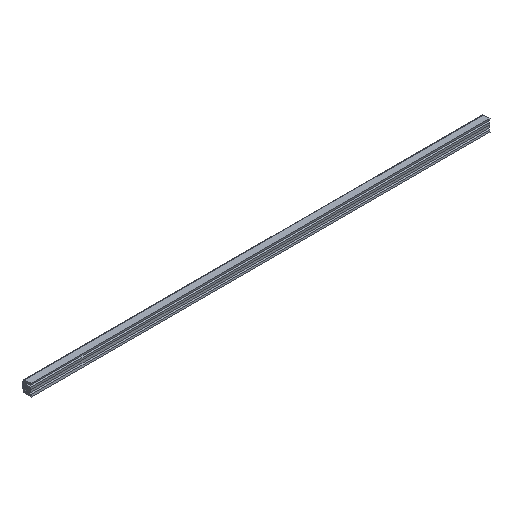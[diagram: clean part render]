
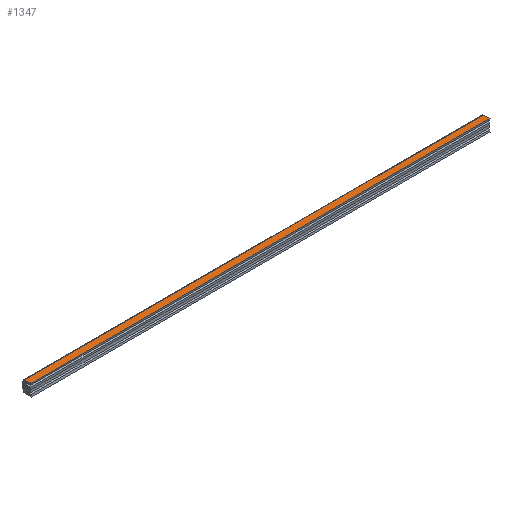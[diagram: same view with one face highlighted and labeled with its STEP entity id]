
A CAD part, isometric view. The second image highlights one B-rep face of the part: STEP entity #1347.
In plain terms, the highlighted planar face has unit normal (0, 0.067, 0.998).
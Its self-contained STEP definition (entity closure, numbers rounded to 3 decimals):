
#32 = CARTESIAN_POINT ( 'NONE',  ( 500., 14.37, 12. ) ) ;
#46 = LINE ( 'NONE', #1103, #2344 ) ;
#71 = EDGE_CURVE ( 'NONE', #856, #633, #591, .T. ) ;
#408 = EDGE_CURVE ( 'NONE', #760, #856, #46, .T. ) ;
#439 = PLANE ( 'NONE',  #1629 ) ;
#581 = DIRECTION ( 'NONE',  ( -1., 0., 0. ) ) ;
#591 = LINE ( 'NONE', #655, #2160 ) ;
#633 = VERTEX_POINT ( 'NONE', #1601 ) ;
#655 = CARTESIAN_POINT ( 'NONE',  ( -500., -0.5, 13. ) ) ;
#707 = EDGE_CURVE ( 'NONE', #748, #633, #1660, .T. ) ;
#721 = CARTESIAN_POINT ( 'NONE',  ( 500., -0.5, 13. ) ) ;
#733 = VECTOR ( 'NONE', #1840, 1000. ) ;
#748 = VERTEX_POINT ( 'NONE', #1287 ) ;
#760 = VERTEX_POINT ( 'NONE', #32 ) ;
#856 = VERTEX_POINT ( 'NONE', #1877 ) ;
#1022 = DIRECTION ( 'NONE',  ( 0., -0.998, 0.067 ) ) ;
#1103 = CARTESIAN_POINT ( 'NONE',  ( 500., 14.37, 12. ) ) ;
#1125 = CARTESIAN_POINT ( 'NONE',  ( 500., -0.5, 13. ) ) ;
#1283 = LINE ( 'NONE', #1125, #733 ) ;
#1287 = CARTESIAN_POINT ( 'NONE',  ( 500., -0.5, 13. ) ) ;
#1343 = CARTESIAN_POINT ( 'NONE',  ( 500., -0.5, 13. ) ) ;
#1347 = ADVANCED_FACE ( 'NONE', ( #1678 ), #439, .F. ) ;
#1491 = ORIENTED_EDGE ( 'NONE', *, *, #707, .F. ) ;
#1564 = ORIENTED_EDGE ( 'NONE', *, *, #408, .T. ) ;
#1601 = CARTESIAN_POINT ( 'NONE',  ( -500., -0.5, 13. ) ) ;
#1614 = EDGE_CURVE ( 'NONE', #760, #748, #1283, .T. ) ;
#1629 = AXIS2_PLACEMENT_3D ( 'NONE', #1343, #2080, #1899 ) ;
#1660 = LINE ( 'NONE', #721, #2057 ) ;
#1678 = FACE_OUTER_BOUND ( 'NONE', #2114, .T. ) ;
#1821 = DIRECTION ( 'NONE',  ( -1., 0., 0. ) ) ;
#1840 = DIRECTION ( 'NONE',  ( 0., -0.998, 0.067 ) ) ;
#1877 = CARTESIAN_POINT ( 'NONE',  ( -500., 14.37, 12. ) ) ;
#1899 = DIRECTION ( 'NONE',  ( 0., 0.998, -0.067 ) ) ;
#2057 = VECTOR ( 'NONE', #581, 1000. ) ;
#2080 = DIRECTION ( 'NONE',  ( 0., -0.067, -0.998 ) ) ;
#2114 = EDGE_LOOP ( 'NONE', ( #2192, #1491, #2145, #1564 ) ) ;
#2145 = ORIENTED_EDGE ( 'NONE', *, *, #1614, .F. ) ;
#2160 = VECTOR ( 'NONE', #1022, 1000. ) ;
#2192 = ORIENTED_EDGE ( 'NONE', *, *, #71, .T. ) ;
#2344 = VECTOR ( 'NONE', #1821, 1000. ) ;
